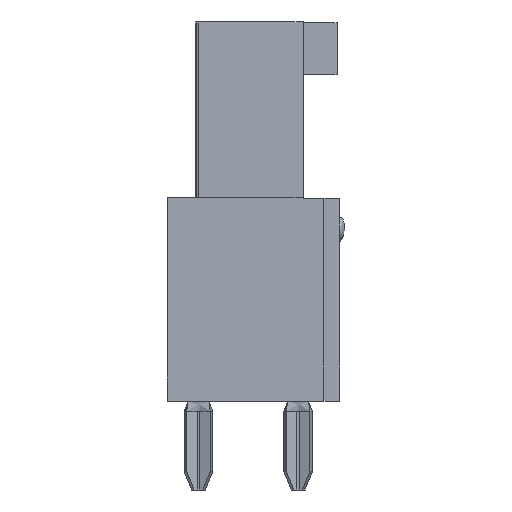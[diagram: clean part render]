
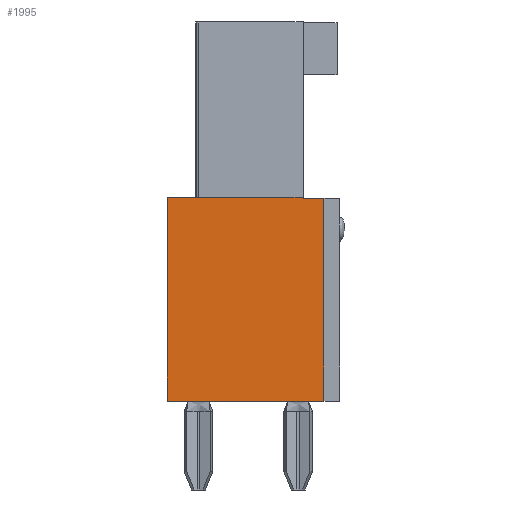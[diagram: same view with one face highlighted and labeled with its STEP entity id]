
A CAD part, left-side view. The second image highlights one B-rep face of the part: STEP entity #1995.
In plain terms, the highlighted planar face has unit normal (-1, 0, 0).
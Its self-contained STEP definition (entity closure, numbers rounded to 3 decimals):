
#1995 = ADVANCED_FACE( '', ( #4550 ), #4551, .F. );
#4550 = FACE_OUTER_BOUND( '', #7821, .T. );
#4551 = PLANE( '', #7822 );
#7821 = EDGE_LOOP( '', ( #13564, #13565, #13566, #13567, #13568, #13569 ) );
#7822 = AXIS2_PLACEMENT_3D( '', #13570, #13571, #13572 );
#13564 = ORIENTED_EDGE( '', *, *, #21855, .F. );
#13565 = ORIENTED_EDGE( '', *, *, #21856, .F. );
#13566 = ORIENTED_EDGE( '', *, *, #21857, .F. );
#13567 = ORIENTED_EDGE( '', *, *, #21597, .F. );
#13568 = ORIENTED_EDGE( '', *, *, #21542, .F. );
#13569 = ORIENTED_EDGE( '', *, *, #21858, .F. );
#13570 = CARTESIAN_POINT( '', ( -28.055, 0., 0. ) );
#13571 = DIRECTION( '', ( 1., 0., 0. ) );
#13572 = DIRECTION( '', ( 0., 0., -1. ) );
#21542 = EDGE_CURVE( '', #26676, #26678, #26679, .T. );
#21597 = EDGE_CURVE( '', #26678, #26753, #26761, .T. );
#21855 = EDGE_CURVE( '', #27149, #27150, #27151, .T. );
#21856 = EDGE_CURVE( '', #27152, #27149, #27153, .T. );
#21857 = EDGE_CURVE( '', #26753, #27152, #27154, .T. );
#21858 = EDGE_CURVE( '', #27150, #26676, #27155, .T. );
#26676 = VERTEX_POINT( '', #33841 );
#26678 = VERTEX_POINT( '', #33844 );
#26679 = LINE( '', #33845, #33846 );
#26753 = VERTEX_POINT( '', #33989 );
#26761 = LINE( '', #34001, #34002 );
#27149 = VERTEX_POINT( '', #34581 );
#27150 = VERTEX_POINT( '', #34582 );
#27151 = LINE( '', #34583, #34584 );
#27152 = VERTEX_POINT( '', #34585 );
#27153 = LINE( '', #34586, #34587 );
#27154 = LINE( '', #34588, #34589 );
#27155 = LINE( '', #34590, #34591 );
#33841 = CARTESIAN_POINT( '', ( -28.055, 3.3, 3.9 ) );
#33844 = CARTESIAN_POINT( '', ( -28.055, -1.9, 3.9 ) );
#33845 = CARTESIAN_POINT( '', ( -28.055, 3.3, 3.9 ) );
#33846 = VECTOR( '', #39765, 1000. );
#33989 = CARTESIAN_POINT( '', ( -28.055, -1.9, 3.85 ) );
#34001 = CARTESIAN_POINT( '', ( -28.055, -1.9, 3.9 ) );
#34002 = VECTOR( '', #39821, 1000. );
#34581 = CARTESIAN_POINT( '', ( -28.055, -2.7, -3.9 ) );
#34582 = CARTESIAN_POINT( '', ( -28.055, 3.3, -3.9 ) );
#34583 = CARTESIAN_POINT( '', ( -28.055, -2.7, -3.9 ) );
#34584 = VECTOR( '', #40055, 1000. );
#34585 = CARTESIAN_POINT( '', ( -28.055, -2.7, 3.85 ) );
#34586 = CARTESIAN_POINT( '', ( -28.055, -2.7, 3.85 ) );
#34587 = VECTOR( '', #40056, 1000. );
#34588 = CARTESIAN_POINT( '', ( -28.055, -1.9, 3.85 ) );
#34589 = VECTOR( '', #40057, 1000. );
#34590 = CARTESIAN_POINT( '', ( -28.055, 3.3, -3.9 ) );
#34591 = VECTOR( '', #40058, 1000. );
#39765 = DIRECTION( '', ( 0., -1., 0. ) );
#39821 = DIRECTION( '', ( 0., 0., -1. ) );
#40055 = DIRECTION( '', ( 0., 1., 0. ) );
#40056 = DIRECTION( '', ( 0., 0., -1. ) );
#40057 = DIRECTION( '', ( 0., -1., 0. ) );
#40058 = DIRECTION( '', ( 0., 0., 1. ) );
